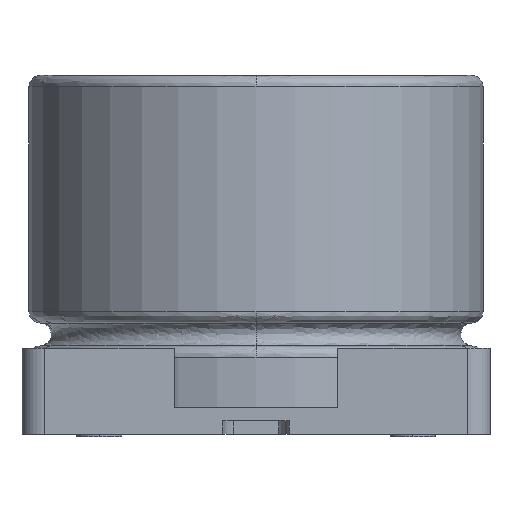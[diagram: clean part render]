
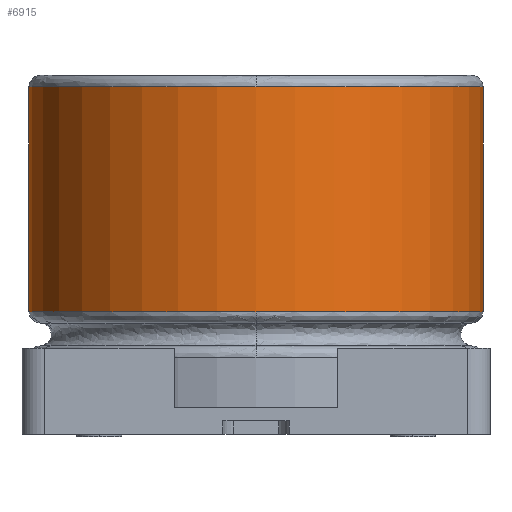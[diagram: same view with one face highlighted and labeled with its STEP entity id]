
A CAD part, left-side view. The second image highlights one B-rep face of the part: STEP entity #6915.
In plain terms, the highlighted cylindrical face has radius 5 mm (diameter 10 mm), a partial arc.
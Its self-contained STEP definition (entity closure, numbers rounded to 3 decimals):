
#175 = CYLINDRICAL_SURFACE ( 'NONE', #748, 5. ) ;
#316 = DIRECTION ( 'NONE',  ( 0., 1., 0. ) ) ;
#363 = DIRECTION ( 'NONE',  ( 0., 0., 1. ) ) ;
#567 = ORIENTED_EDGE ( 'NONE', *, *, #627, .T. ) ;
#620 = ORIENTED_EDGE ( 'NONE', *, *, #1838, .T. ) ;
#627 = EDGE_CURVE ( 'NONE', #7695, #8264, #3046, .T. ) ;
#700 = CARTESIAN_POINT ( 'NONE',  ( -5., 0., 2.7 ) ) ;
#748 = AXIS2_PLACEMENT_3D ( 'NONE', #7892, #7080, #6470 ) ;
#1228 = CIRCLE ( 'NONE', #8626, 5. ) ;
#1250 = VECTOR ( 'NONE', #3183, 1000. ) ;
#1334 = LINE ( 'NONE', #4112, #1250 ) ;
#1633 = FACE_OUTER_BOUND ( 'NONE', #1808, .T. ) ;
#1656 = CARTESIAN_POINT ( 'NONE',  ( 0., -5., 2.7 ) ) ;
#1808 = EDGE_LOOP ( 'NONE', ( #4811, #620, #3062, #3853, #567, #7743 ) ) ;
#1838 = EDGE_CURVE ( 'NONE', #5557, #3760, #7780, .T. ) ;
#1851 = AXIS2_PLACEMENT_3D ( 'NONE', #2967, #3063, #3016 ) ;
#2176 = VECTOR ( 'NONE', #6411, 1000. ) ;
#2429 = CARTESIAN_POINT ( 'NONE',  ( -5., 0., 7.65 ) ) ;
#2518 = AXIS2_PLACEMENT_3D ( 'NONE', #5027, #3553, #8588 ) ;
#2670 = EDGE_CURVE ( 'NONE', #8264, #6493, #6805, .T. ) ;
#2946 = CARTESIAN_POINT ( 'NONE',  ( 0., 5., 7.65 ) ) ;
#2967 = CARTESIAN_POINT ( 'NONE',  ( 0., 0., 7.65 ) ) ;
#3016 = DIRECTION ( 'NONE',  ( 0., 1., 0. ) ) ;
#3046 = CIRCLE ( 'NONE', #5851, 5. ) ;
#3062 = ORIENTED_EDGE ( 'NONE', *, *, #4077, .T. ) ;
#3063 = DIRECTION ( 'NONE',  ( 0., 0., -1. ) ) ;
#3183 = DIRECTION ( 'NONE',  ( 0., 0., -1. ) ) ;
#3488 = DIRECTION ( 'NONE',  ( 0., 1., 0. ) ) ;
#3553 = DIRECTION ( 'NONE',  ( 0., 0., 1. ) ) ;
#3664 = CARTESIAN_POINT ( 'NONE',  ( 0., 0., 2.7 ) ) ;
#3760 = VERTEX_POINT ( 'NONE', #2429 ) ;
#3853 = ORIENTED_EDGE ( 'NONE', *, *, #3913, .T. ) ;
#3913 = EDGE_CURVE ( 'NONE', #6922, #7695, #1334, .T. ) ;
#4077 = EDGE_CURVE ( 'NONE', #3760, #6922, #1228, .T. ) ;
#4112 = CARTESIAN_POINT ( 'NONE',  ( 0., 5., 5.175 ) ) ;
#4266 = CARTESIAN_POINT ( 'NONE',  ( 0., 0., 7.65 ) ) ;
#4811 = ORIENTED_EDGE ( 'NONE', *, *, #7683, .F. ) ;
#5027 = CARTESIAN_POINT ( 'NONE',  ( 0., 0., 2.7 ) ) ;
#5557 = VERTEX_POINT ( 'NONE', #8149 ) ;
#5851 = AXIS2_PLACEMENT_3D ( 'NONE', #3664, #363, #316 ) ;
#6208 = DIRECTION ( 'NONE',  ( 0., 0., -1. ) ) ;
#6359 = CARTESIAN_POINT ( 'NONE',  ( 0., -5., 5.175 ) ) ;
#6411 = DIRECTION ( 'NONE',  ( 0., 0., -1. ) ) ;
#6470 = DIRECTION ( 'NONE',  ( 0., 1., 0. ) ) ;
#6493 = VERTEX_POINT ( 'NONE', #1656 ) ;
#6805 = CIRCLE ( 'NONE', #2518, 5. ) ;
#6915 = ADVANCED_FACE ( 'NONE', ( #1633 ), #175, .T. ) ;
#6922 = VERTEX_POINT ( 'NONE', #2946 ) ;
#7080 = DIRECTION ( 'NONE',  ( 0., 0., -1. ) ) ;
#7302 = CARTESIAN_POINT ( 'NONE',  ( 0., 5., 2.7 ) ) ;
#7683 = EDGE_CURVE ( 'NONE', #5557, #6493, #8657, .T. ) ;
#7695 = VERTEX_POINT ( 'NONE', #7302 ) ;
#7743 = ORIENTED_EDGE ( 'NONE', *, *, #2670, .T. ) ;
#7780 = CIRCLE ( 'NONE', #1851, 5. ) ;
#7892 = CARTESIAN_POINT ( 'NONE',  ( 0., 0., 5.175 ) ) ;
#8149 = CARTESIAN_POINT ( 'NONE',  ( 0., -5., 7.65 ) ) ;
#8264 = VERTEX_POINT ( 'NONE', #700 ) ;
#8588 = DIRECTION ( 'NONE',  ( 0., 1., 0. ) ) ;
#8626 = AXIS2_PLACEMENT_3D ( 'NONE', #4266, #6208, #3488 ) ;
#8657 = LINE ( 'NONE', #6359, #2176 ) ;
